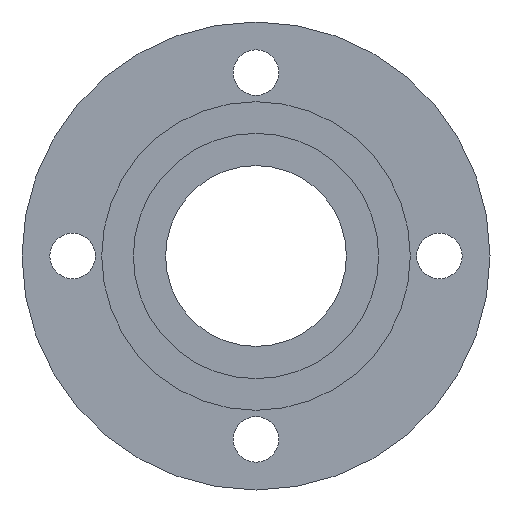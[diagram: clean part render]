
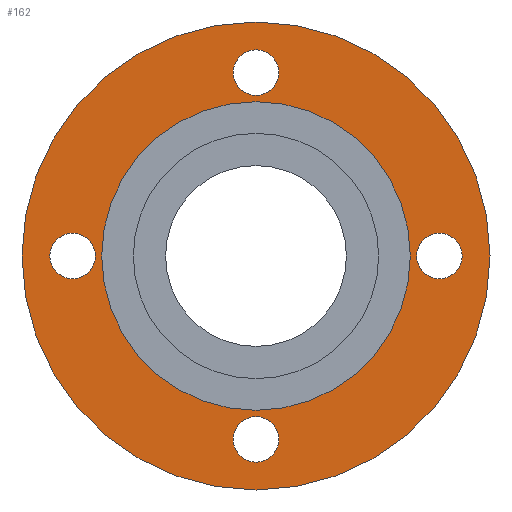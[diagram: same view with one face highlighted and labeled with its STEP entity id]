
A CAD part, front view. The second image highlights one B-rep face of the part: STEP entity #162.
In plain terms, the highlighted planar face has unit normal (0, -1, 0).
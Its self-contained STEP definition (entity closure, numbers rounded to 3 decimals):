
#4 = AXIS2_PLACEMENT_3D ( 'NONE', #194, #515, #387 ) ;
#8 = AXIS2_PLACEMENT_3D ( 'NONE', #643, #427, #166 ) ;
#19 = EDGE_LOOP ( 'NONE', ( #407, #744 ) ) ;
#40 = CARTESIAN_POINT ( 'NONE',  ( 0., 3., -81.5 ) ) ;
#41 = DIRECTION ( 'NONE',  ( 0., -1., 0. ) ) ;
#42 = VERTEX_POINT ( 'NONE', #721 ) ;
#44 = EDGE_CURVE ( 'NONE', #660, #312, #272, .T. ) ;
#49 = CARTESIAN_POINT ( 'NONE',  ( 0., 3., -92.5 ) ) ;
#50 = CIRCLE ( 'NONE', #549, 92.5 ) ;
#54 = DIRECTION ( 'NONE',  ( 0., 0., -1. ) ) ;
#65 = CIRCLE ( 'NONE', #244, 9. ) ;
#88 = ORIENTED_EDGE ( 'NONE', *, *, #44, .F. ) ;
#92 = VERTEX_POINT ( 'NONE', #49 ) ;
#96 = EDGE_CURVE ( 'NONE', #312, #660, #201, .T. ) ;
#97 = VERTEX_POINT ( 'NONE', #804 ) ;
#134 = EDGE_CURVE ( 'NONE', #534, #713, #753, .T. ) ;
#136 = CARTESIAN_POINT ( 'NONE',  ( 0., 3., 63.5 ) ) ;
#141 = ORIENTED_EDGE ( 'NONE', *, *, #821, .T. ) ;
#145 = EDGE_LOOP ( 'NONE', ( #225, #141 ) ) ;
#148 = EDGE_CURVE ( 'NONE', #307, #169, #506, .T. ) ;
#162 = ADVANCED_FACE ( 'NONE', ( #808, #323, #742, #588, #326, #252 ), #583, .T. ) ;
#166 = DIRECTION ( 'NONE',  ( 0., 0., -1. ) ) ;
#167 = AXIS2_PLACEMENT_3D ( 'NONE', #468, #41, #861 ) ;
#169 = VERTEX_POINT ( 'NONE', #456 ) ;
#170 = CIRCLE ( 'NONE', #287, 61. ) ;
#186 = DIRECTION ( 'NONE',  ( 0., -1., 0. ) ) ;
#188 = CARTESIAN_POINT ( 'NONE',  ( 0., 3., 61. ) ) ;
#194 = CARTESIAN_POINT ( 'NONE',  ( 0., 3., 0. ) ) ;
#201 = CIRCLE ( 'NONE', #318, 9. ) ;
#215 = CARTESIAN_POINT ( 'NONE',  ( 0., 3., 0. ) ) ;
#218 = CARTESIAN_POINT ( 'NONE',  ( 0., 3., 0. ) ) ;
#223 = DIRECTION ( 'NONE',  ( 0., -1., 0. ) ) ;
#225 = ORIENTED_EDGE ( 'NONE', *, *, #134, .T. ) ;
#233 = DIRECTION ( 'NONE',  ( 0., 0., 1. ) ) ;
#244 = AXIS2_PLACEMENT_3D ( 'NONE', #658, #586, #860 ) ;
#246 = DIRECTION ( 'NONE',  ( 0., 1., 0. ) ) ;
#250 = DIRECTION ( 'NONE',  ( 0., 0., -1. ) ) ;
#252 = FACE_OUTER_BOUND ( 'NONE', #19, .T. ) ;
#265 = CARTESIAN_POINT ( 'NONE',  ( 0., 3., -72.5 ) ) ;
#272 = CIRCLE ( 'NONE', #604, 9. ) ;
#273 = CARTESIAN_POINT ( 'NONE',  ( 72.5, 3., 0. ) ) ;
#279 = EDGE_LOOP ( 'NONE', ( #846, #520 ) ) ;
#285 = EDGE_CURVE ( 'NONE', #97, #92, #491, .T. ) ;
#287 = AXIS2_PLACEMENT_3D ( 'NONE', #218, #292, #233 ) ;
#291 = VERTEX_POINT ( 'NONE', #816 ) ;
#292 = DIRECTION ( 'NONE',  ( 0., 1., 0. ) ) ;
#298 = AXIS2_PLACEMENT_3D ( 'NONE', #273, #615, #482 ) ;
#299 = DIRECTION ( 'NONE',  ( 0., 0., -1. ) ) ;
#307 = VERTEX_POINT ( 'NONE', #136 ) ;
#312 = VERTEX_POINT ( 'NONE', #759 ) ;
#318 = AXIS2_PLACEMENT_3D ( 'NONE', #265, #659, #54 ) ;
#323 = FACE_BOUND ( 'NONE', #279, .T. ) ;
#326 = FACE_BOUND ( 'NONE', #145, .T. ) ;
#338 = ORIENTED_EDGE ( 'NONE', *, *, #785, .F. ) ;
#357 = CARTESIAN_POINT ( 'NONE',  ( 72.5, 3., 0. ) ) ;
#362 = DIRECTION ( 'NONE',  ( 0., 0., -1. ) ) ;
#366 = CARTESIAN_POINT ( 'NONE',  ( -72.5, 3., -9. ) ) ;
#377 = VERTEX_POINT ( 'NONE', #366 ) ;
#387 = DIRECTION ( 'NONE',  ( 0., 0., 1. ) ) ;
#391 = EDGE_CURVE ( 'NONE', #92, #97, #50, .T. ) ;
#402 = DIRECTION ( 'NONE',  ( 0., -1., 0. ) ) ;
#407 = ORIENTED_EDGE ( 'NONE', *, *, #285, .F. ) ;
#427 = DIRECTION ( 'NONE',  ( 0., -1., 0. ) ) ;
#429 = DIRECTION ( 'NONE',  ( 0., -1., 0. ) ) ;
#451 = EDGE_CURVE ( 'NONE', #614, #291, #507, .T. ) ;
#456 = CARTESIAN_POINT ( 'NONE',  ( 0., 3., 81.5 ) ) ;
#460 = CARTESIAN_POINT ( 'NONE',  ( 0., 3., -72.5 ) ) ;
#468 = CARTESIAN_POINT ( 'NONE',  ( 0., 3., 72.5 ) ) ;
#471 = EDGE_LOOP ( 'NONE', ( #88, #756 ) ) ;
#473 = DIRECTION ( 'NONE',  ( 0., 1., 0. ) ) ;
#482 = DIRECTION ( 'NONE',  ( 0., 0., -1. ) ) ;
#491 = CIRCLE ( 'NONE', #594, 92.5 ) ;
#506 = CIRCLE ( 'NONE', #167, 9. ) ;
#507 = CIRCLE ( 'NONE', #694, 9. ) ;
#513 = ORIENTED_EDGE ( 'NONE', *, *, #451, .F. ) ;
#515 = DIRECTION ( 'NONE',  ( 0., 1., 0. ) ) ;
#519 = EDGE_CURVE ( 'NONE', #42, #377, #65, .T. ) ;
#520 = ORIENTED_EDGE ( 'NONE', *, *, #841, .F. ) ;
#523 = CARTESIAN_POINT ( 'NONE',  ( 72.5, 3., -9. ) ) ;
#534 = VERTEX_POINT ( 'NONE', #188 ) ;
#543 = EDGE_LOOP ( 'NONE', ( #513, #338 ) ) ;
#549 = AXIS2_PLACEMENT_3D ( 'NONE', #844, #246, #779 ) ;
#569 = CARTESIAN_POINT ( 'NONE',  ( -72.5, 3., 0. ) ) ;
#583 = PLANE ( 'NONE',  #636 ) ;
#586 = DIRECTION ( 'NONE',  ( 0., -1., 0. ) ) ;
#588 = FACE_BOUND ( 'NONE', #471, .T. ) ;
#594 = AXIS2_PLACEMENT_3D ( 'NONE', #215, #473, #819 ) ;
#604 = AXIS2_PLACEMENT_3D ( 'NONE', #460, #402, #736 ) ;
#614 = VERTEX_POINT ( 'NONE', #523 ) ;
#615 = DIRECTION ( 'NONE',  ( 0., -1., 0. ) ) ;
#625 = CIRCLE ( 'NONE', #8, 9. ) ;
#636 = AXIS2_PLACEMENT_3D ( 'NONE', #859, #186, #250 ) ;
#643 = CARTESIAN_POINT ( 'NONE',  ( 0., 3., 72.5 ) ) ;
#658 = CARTESIAN_POINT ( 'NONE',  ( -72.5, 3., 0. ) ) ;
#659 = DIRECTION ( 'NONE',  ( 0., -1., 0. ) ) ;
#660 = VERTEX_POINT ( 'NONE', #40 ) ;
#687 = ORIENTED_EDGE ( 'NONE', *, *, #519, .F. ) ;
#688 = CARTESIAN_POINT ( 'NONE',  ( 0., 3., -61. ) ) ;
#694 = AXIS2_PLACEMENT_3D ( 'NONE', #357, #429, #362 ) ;
#712 = CIRCLE ( 'NONE', #829, 9. ) ;
#713 = VERTEX_POINT ( 'NONE', #688 ) ;
#721 = CARTESIAN_POINT ( 'NONE',  ( -72.5, 3., 9. ) ) ;
#736 = DIRECTION ( 'NONE',  ( 0., 0., -1. ) ) ;
#742 = FACE_BOUND ( 'NONE', #747, .T. ) ;
#744 = ORIENTED_EDGE ( 'NONE', *, *, #391, .F. ) ;
#747 = EDGE_LOOP ( 'NONE', ( #854, #687 ) ) ;
#753 = CIRCLE ( 'NONE', #4, 61. ) ;
#756 = ORIENTED_EDGE ( 'NONE', *, *, #96, .F. ) ;
#759 = CARTESIAN_POINT ( 'NONE',  ( 0., 3., -63.5 ) ) ;
#779 = DIRECTION ( 'NONE',  ( 0., 0., 1. ) ) ;
#785 = EDGE_CURVE ( 'NONE', #291, #614, #868, .T. ) ;
#804 = CARTESIAN_POINT ( 'NONE',  ( 0., 3., 92.5 ) ) ;
#808 = FACE_BOUND ( 'NONE', #543, .T. ) ;
#816 = CARTESIAN_POINT ( 'NONE',  ( 72.5, 3., 9. ) ) ;
#819 = DIRECTION ( 'NONE',  ( 0., 0., 1. ) ) ;
#821 = EDGE_CURVE ( 'NONE', #713, #534, #170, .T. ) ;
#829 = AXIS2_PLACEMENT_3D ( 'NONE', #569, #223, #299 ) ;
#841 = EDGE_CURVE ( 'NONE', #169, #307, #625, .T. ) ;
#844 = CARTESIAN_POINT ( 'NONE',  ( 0., 3., 0. ) ) ;
#846 = ORIENTED_EDGE ( 'NONE', *, *, #148, .F. ) ;
#854 = ORIENTED_EDGE ( 'NONE', *, *, #873, .F. ) ;
#859 = CARTESIAN_POINT ( 'NONE',  ( 0., 3., 61. ) ) ;
#860 = DIRECTION ( 'NONE',  ( 0., 0., -1. ) ) ;
#861 = DIRECTION ( 'NONE',  ( 0., 0., -1. ) ) ;
#868 = CIRCLE ( 'NONE', #298, 9. ) ;
#873 = EDGE_CURVE ( 'NONE', #377, #42, #712, .T. ) ;
